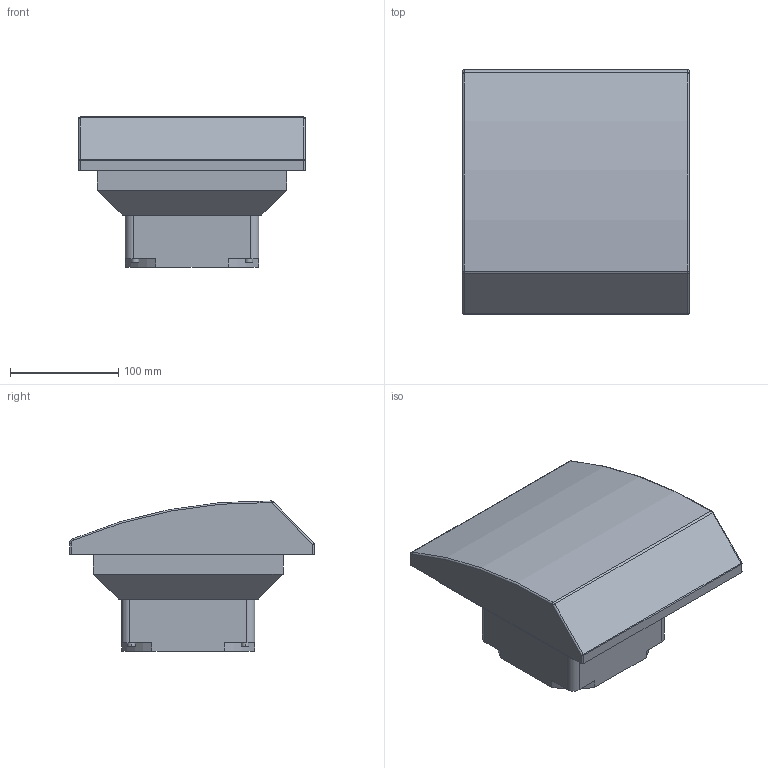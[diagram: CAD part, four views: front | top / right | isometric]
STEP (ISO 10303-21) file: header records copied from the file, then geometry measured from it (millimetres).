
FILE_DESCRIPTION (( 'STEP AP214' ), '1' );
FILE_NAME ('YCE-FF-102-55.STEP', '2024-06-06T12:53:07', ( '' ), ( '' ), 'SwSTEP 2.0', 'SolidWorks 2022', '' );
FILE_SCHEMA (( 'AUTOMOTIVE_DESIGN' ));
Length unit declared in the file: millimetre
Products named in the file (1): YCE-FF-102-55
Bounding box: 209 x 226 x 138.5 mm (x, y, z)
Volume: 3495007.7 mm3; surface area: 166817.8 mm2
Topology: 1 solids, 1 shells, 97 faces, 218 edges, 138 vertices
Faces by surface type: cylinder 46, plane 43, torus 6, sphere 2
Entity records: 2742 total; most frequent: DIRECTION 514, CARTESIAN_POINT 452, ORIENTED_EDGE 432, EDGE_CURVE 216, AXIS2_PLACEMENT_3D 200, VERTEX_POINT 138, EDGE_LOOP 114, LINE 114
